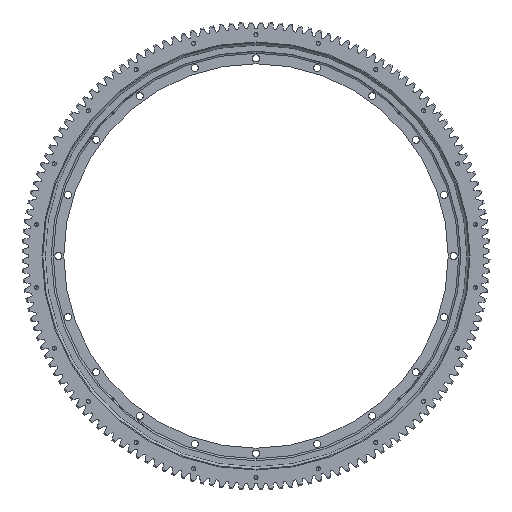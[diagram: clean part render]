
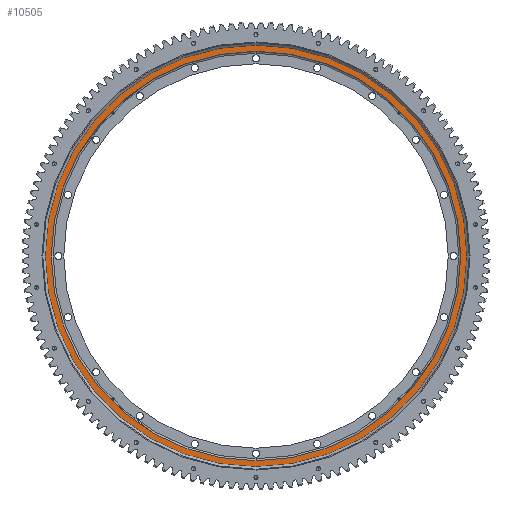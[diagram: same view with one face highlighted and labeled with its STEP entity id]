
A CAD part, front view. The second image highlights one B-rep face of the part: STEP entity #10505.
In plain terms, the highlighted planar face has unit normal (0, -1, 0).
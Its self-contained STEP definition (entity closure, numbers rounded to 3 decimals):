
#41 = DIRECTION ( 'NONE',  ( 0., 0., 1. ) ) ;
#170 = DIRECTION ( 'NONE',  ( 0., 1., 0. ) ) ;
#703 = VERTEX_POINT ( 'NONE', #5888 ) ;
#1189 = CARTESIAN_POINT ( 'NONE',  ( 0., -18., 0. ) ) ;
#2530 = AXIS2_PLACEMENT_3D ( 'NONE', #10777, #10538, #10485 ) ;
#2578 = CIRCLE ( 'NONE', #2530, 543.25 ) ;
#2860 = ORIENTED_EDGE ( 'NONE', *, *, #4332, .F. ) ;
#3181 = VERTEX_POINT ( 'NONE', #22006 ) ;
#4332 = EDGE_CURVE ( 'NONE', #19382, #19304, #24503, .T. ) ;
#5640 = FACE_OUTER_BOUND ( 'NONE', #14713, .T. ) ;
#5888 = CARTESIAN_POINT ( 'NONE',  ( 0., -18., 524. ) ) ;
#6694 = EDGE_CURVE ( 'NONE', #19304, #19382, #2578, .T. ) ;
#7963 = ORIENTED_EDGE ( 'NONE', *, *, #17010, .T. ) ;
#8882 = CARTESIAN_POINT ( 'NONE',  ( 0., -18., 0. ) ) ;
#9111 = AXIS2_PLACEMENT_3D ( 'NONE', #24342, #24319, #24275 ) ;
#10485 = DIRECTION ( 'NONE',  ( 0., 0., 1. ) ) ;
#10505 = ADVANCED_FACE ( 'NONE', ( #20857, #5640 ), #27578, .F. ) ;
#10538 = DIRECTION ( 'NONE',  ( 0., 1., 0. ) ) ;
#10777 = CARTESIAN_POINT ( 'NONE',  ( 0., -18., 0. ) ) ;
#11944 = DIRECTION ( 'NONE',  ( 0., 0., 1. ) ) ;
#13829 = CARTESIAN_POINT ( 'NONE',  ( 0., -18., 543.25 ) ) ;
#14713 = EDGE_LOOP ( 'NONE', ( #2860, #25555 ) ) ;
#15543 = CARTESIAN_POINT ( 'NONE',  ( 0., -18., -543.25 ) ) ;
#16767 = AXIS2_PLACEMENT_3D ( 'NONE', #8882, #30069, #11944 ) ;
#16889 = AXIS2_PLACEMENT_3D ( 'NONE', #1189, #170, #41 ) ;
#17010 = EDGE_CURVE ( 'NONE', #3181, #703, #38762, .T. ) ;
#18491 = CIRCLE ( 'NONE', #16767, 524. ) ;
#18810 = ORIENTED_EDGE ( 'NONE', *, *, #31698, .T. ) ;
#19304 = VERTEX_POINT ( 'NONE', #15543 ) ;
#19382 = VERTEX_POINT ( 'NONE', #13829 ) ;
#20857 = FACE_BOUND ( 'NONE', #28086, .T. ) ;
#22006 = CARTESIAN_POINT ( 'NONE',  ( 0., -18., -524. ) ) ;
#24275 = DIRECTION ( 'NONE',  ( 0., 0., 1. ) ) ;
#24319 = DIRECTION ( 'NONE',  ( 0., 1., 0. ) ) ;
#24342 = CARTESIAN_POINT ( 'NONE',  ( 0., -18., 0. ) ) ;
#24503 = CIRCLE ( 'NONE', #16889, 543.25 ) ;
#25555 = ORIENTED_EDGE ( 'NONE', *, *, #6694, .F. ) ;
#27089 = DIRECTION ( 'NONE',  ( 0., 0., 1. ) ) ;
#27099 = DIRECTION ( 'NONE',  ( 0., 1., 0. ) ) ;
#27281 = AXIS2_PLACEMENT_3D ( 'NONE', #27439, #27099, #27089 ) ;
#27439 = CARTESIAN_POINT ( 'NONE',  ( 0., -18., 492. ) ) ;
#27578 = PLANE ( 'NONE',  #27281 ) ;
#28086 = EDGE_LOOP ( 'NONE', ( #18810, #7963 ) ) ;
#30069 = DIRECTION ( 'NONE',  ( 0., 1., 0. ) ) ;
#31698 = EDGE_CURVE ( 'NONE', #703, #3181, #18491, .T. ) ;
#38762 = CIRCLE ( 'NONE', #9111, 524. ) ;
